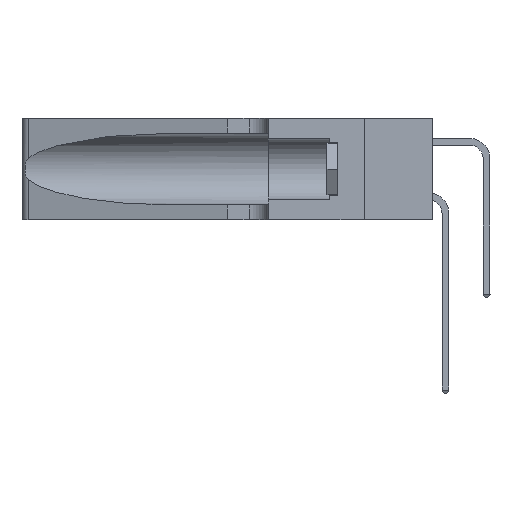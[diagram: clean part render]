
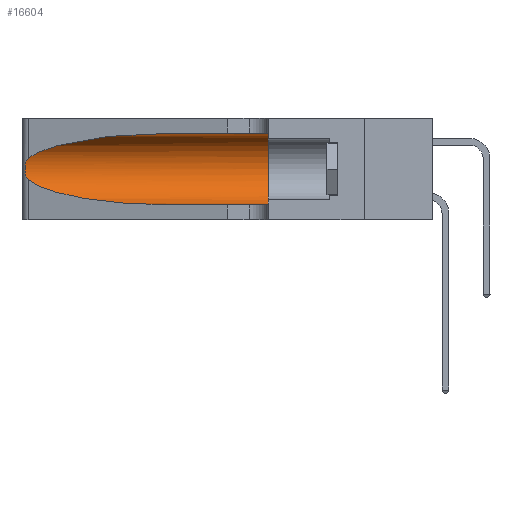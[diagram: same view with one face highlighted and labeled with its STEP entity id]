
A CAD part, left-side view. The second image highlights one B-rep face of the part: STEP entity #16604.
In plain terms, the highlighted cylindrical face has radius 3.308 mm (diameter 6.617 mm), a partial arc.
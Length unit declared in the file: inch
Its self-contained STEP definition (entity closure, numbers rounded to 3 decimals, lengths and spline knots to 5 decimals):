
#496 = CARTESIAN_POINT ( 'NONE',  ( 0.1305, 0.35, 0.185 ) ) ;
#821 = CARTESIAN_POINT ( 'NONE',  ( 0.1305, 0.72297, 0.05475 ) ) ;
#1143 = CARTESIAN_POINT ( 'NONE',  ( 0.25487, 1.22718, 0.14631 ) ) ;
#1248 = CARTESIAN_POINT ( 'NONE',  ( 0.2373, 1.15595, 0.28018 ) ) ;
#2109 = EDGE_CURVE ( 'NONE', #34938, #39793, #42421, .T. ) ;
#2123 = CARTESIAN_POINT ( 'NONE',  ( 0.25487, 1.22718, 0.14631 ) ) ;
#2338 = CARTESIAN_POINT ( 'NONE',  ( 0.25787, 1.23484, 0.2124 ) ) ;
#2520 = VERTEX_POINT ( 'NONE', #43205 ) ;
#2832 = VECTOR ( 'NONE', #28420, 39.37008 ) ;
#3238 = B_SPLINE_CURVE_WITH_KNOTS ( 'NONE', 3,
 ( #14894, #43226, #9482, #2338, #6837, #21245, #40377, #4938, #39930, #15295, #8795, #14598, #40039, #1143 ),
 .UNSPECIFIED., .F., .F.,
 ( 4, 2, 2, 2, 2, 2, 4 ),
 ( 0., 0.00027, 0.00053, 0.00107, 0.0016, 0.00187, 0.00214 ),
 .UNSPECIFIED. ) ;
#4443 = LINE ( 'NONE', #35383, #2832 ) ;
#4938 = CARTESIAN_POINT ( 'NONE',  ( 0.26075, 1.23896, 0.178 ) ) ;
#5717 = AXIS2_PLACEMENT_3D ( 'NONE', #43311, #41755, #20565 ) ;
#6183 = DIRECTION ( 'NONE',  ( 0., -1., 0. ) ) ;
#6837 = CARTESIAN_POINT ( 'NONE',  ( 0.25854, 1.2359, 0.20912 ) ) ;
#7487 = EDGE_CURVE ( 'NONE', #2520, #14059, #4443, .T. ) ;
#8622 = ORIENTED_EDGE ( 'NONE', *, *, #34909, .F. ) ;
#8795 = CARTESIAN_POINT ( 'NONE',  ( 0.25789, 1.23486, 0.15765 ) ) ;
#9482 = CARTESIAN_POINT ( 'NONE',  ( 0.25639, 1.23184, 0.21858 ) ) ;
#9645 = EDGE_CURVE ( 'NONE', #2520, #41490, #36146, .T. ) ;
#9839 = ORIENTED_EDGE ( 'NONE', *, *, #7487, .F. ) ;
#10605 = ORIENTED_EDGE ( 'NONE', *, *, #2109, .T. ) ;
#11494 = VERTEX_POINT ( 'NONE', #38394 ) ;
#12076 = EDGE_CURVE ( 'NONE', #41490, #34938, #3238, .T. ) ;
#12989 = CARTESIAN_POINT ( 'NONE',  ( 0.18966, 0.96281, 0.05475 ) ) ;
#14059 = VERTEX_POINT ( 'NONE', #43295 ) ;
#14455 = VECTOR ( 'NONE', #6183, 39.37008 ) ;
#14598 = CARTESIAN_POINT ( 'NONE',  ( 0.25639, 1.23186, 0.15144 ) ) ;
#14894 = CARTESIAN_POINT ( 'NONE',  ( 0.25487, 1.22718, 0.22369 ) ) ;
#15295 = CARTESIAN_POINT ( 'NONE',  ( 0.25856, 1.23593, 0.16098 ) ) ;
#16604 = ADVANCED_FACE ( 'NONE', ( #39407 ), #25529, .F. ) ;
#17231 = EDGE_LOOP ( 'NONE', ( #25413, #40391, #10605, #41497, #8622, #9839 ) ) ;
#18561 = DIRECTION ( 'NONE',  ( 0., 1., 0. ) ) ;
#20565 = DIRECTION ( 'NONE',  ( 0., 0., -1. ) ) ;
#20839 = CARTESIAN_POINT ( 'NONE',  ( 0.1305, 1.61858, 0.05475 ) ) ;
#21245 = CARTESIAN_POINT ( 'NONE',  ( 0.26018, 1.23835, 0.19895 ) ) ;
#25413 = ORIENTED_EDGE ( 'NONE', *, *, #9645, .T. ) ;
#25529 = CYLINDRICAL_SURFACE ( 'NONE', #5717, 0.13025 ) ;
#26123 = CARTESIAN_POINT ( 'NONE',  ( 0.25487, 1.22718, 0.22369 ) ) ;
#26275 = CARTESIAN_POINT ( 'NONE',  ( 0.18966, 0.96281, 0.31525 ) ) ;
#28420 = DIRECTION ( 'NONE',  ( 0., -1., 0. ) ) ;
#29919 = AXIS2_PLACEMENT_3D ( 'NONE', #496, #18561, #32605 ) ;
#32605 = DIRECTION ( 'NONE',  ( 0., 0., 1. ) ) ;
#32735 = CARTESIAN_POINT ( 'NONE',  ( 0.1305, 0.72297, 0.31525 ) ) ;
#34182 = CARTESIAN_POINT ( 'NONE',  ( 0.2373, 1.15595, 0.08982 ) ) ;
#34909 = EDGE_CURVE ( 'NONE', #14059, #11494, #43021, .T. ) ;
#34938 = VERTEX_POINT ( 'NONE', #36366 ) ;
#35383 = CARTESIAN_POINT ( 'NONE',  ( 0.1305, 1.61858, 0.31525 ) ) ;
#36146 =( BOUNDED_CURVE ( )  B_SPLINE_CURVE ( 3, ( #32735, #26275, #1248, #26123 ),
 .UNSPECIFIED., .F., .F. ) 
 B_SPLINE_CURVE_WITH_KNOTS ( ( 4, 4 ),
 ( 1.5708, 2.84003 ),
 .UNSPECIFIED. ) 
 CURVE ( )  GEOMETRIC_REPRESENTATION_ITEM ( )  RATIONAL_B_SPLINE_CURVE ( ( 1., 0.87, 0.87, 1. ) ) 
 REPRESENTATION_ITEM ( '' )  );
#36366 = CARTESIAN_POINT ( 'NONE',  ( 0.25487, 1.22718, 0.14631 ) ) ;
#37162 = LINE ( 'NONE', #20839, #14455 ) ;
#38394 = CARTESIAN_POINT ( 'NONE',  ( 0.1305, 0.35, 0.05475 ) ) ;
#39407 = FACE_OUTER_BOUND ( 'NONE', #17231, .T. ) ;
#39793 = VERTEX_POINT ( 'NONE', #821 ) ;
#39930 = CARTESIAN_POINT ( 'NONE',  ( 0.26017, 1.23833, 0.17102 ) ) ;
#40039 = CARTESIAN_POINT ( 'NONE',  ( 0.25555, 1.22993, 0.14849 ) ) ;
#40377 = CARTESIAN_POINT ( 'NONE',  ( 0.26075, 1.23896, 0.19203 ) ) ;
#40391 = ORIENTED_EDGE ( 'NONE', *, *, #12076, .T. ) ;
#41197 = EDGE_CURVE ( 'NONE', #39793, #11494, #37162, .T. ) ;
#41479 = CARTESIAN_POINT ( 'NONE',  ( 0.1305, 0.72297, 0.05475 ) ) ;
#41490 = VERTEX_POINT ( 'NONE', #43118 ) ;
#41497 = ORIENTED_EDGE ( 'NONE', *, *, #41197, .T. ) ;
#41755 = DIRECTION ( 'NONE',  ( 0., -1., 0. ) ) ;
#42421 =( BOUNDED_CURVE ( )  B_SPLINE_CURVE ( 3, ( #2123, #34182, #12989, #41479 ),
 .UNSPECIFIED., .F., .F. ) 
 B_SPLINE_CURVE_WITH_KNOTS ( ( 4, 4 ),
 ( 3.44316, 4.71239 ),
 .UNSPECIFIED. ) 
 CURVE ( )  GEOMETRIC_REPRESENTATION_ITEM ( )  RATIONAL_B_SPLINE_CURVE ( ( 1., 0.87, 0.87, 1. ) ) 
 REPRESENTATION_ITEM ( '' )  );
#43021 = CIRCLE ( 'NONE', #29919, 0.13025 ) ;
#43118 = CARTESIAN_POINT ( 'NONE',  ( 0.25487, 1.22718, 0.22369 ) ) ;
#43205 = CARTESIAN_POINT ( 'NONE',  ( 0.1305, 0.72297, 0.31525 ) ) ;
#43226 = CARTESIAN_POINT ( 'NONE',  ( 0.25555, 1.22994, 0.2215 ) ) ;
#43295 = CARTESIAN_POINT ( 'NONE',  ( 0.1305, 0.35, 0.31525 ) ) ;
#43311 = CARTESIAN_POINT ( 'NONE',  ( 0.1305, 1.61858, 0.185 ) ) ;
